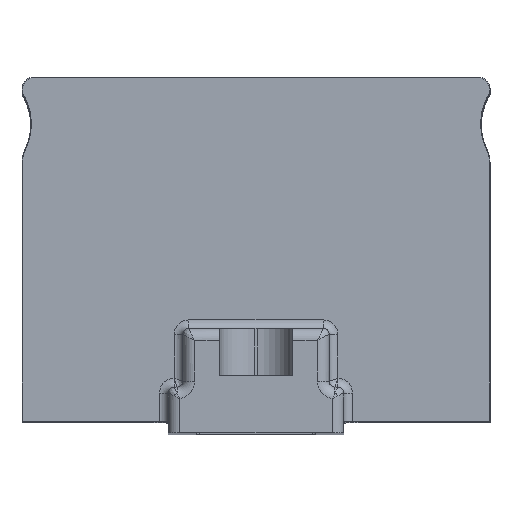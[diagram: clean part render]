
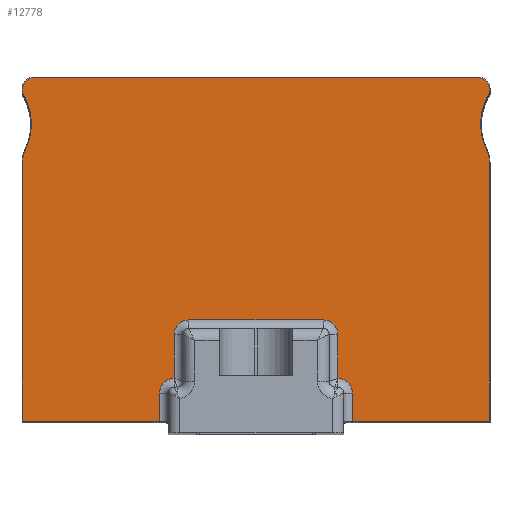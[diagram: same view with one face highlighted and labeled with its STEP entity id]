
A CAD part, top view. The second image highlights one B-rep face of the part: STEP entity #12778.
In plain terms, the highlighted planar face has unit normal (0, 0, 1).
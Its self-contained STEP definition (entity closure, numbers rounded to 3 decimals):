
#582=DIRECTION('',(0.,-1.,0.));
#583=VECTOR('',#582,44.262);
#584=CARTESIAN_POINT('',(-39.9,46.262,182.));
#585=LINE('',#584,#583);
#586=CARTESIAN_POINT('',(-35.,46.262,182.));
#587=DIRECTION('',(0.,0.,1.));
#588=DIRECTION('',(-0.9,0.436,0.));
#589=AXIS2_PLACEMENT_3D('',#586,#587,#588);
#591=CARTESIAN_POINT('',(-48.5,52.8,182.));
#592=DIRECTION('',(0.,0.,-1.));
#593=DIRECTION('',(0.857,0.515,0.));
#594=AXIS2_PLACEMENT_3D('',#591,#592,#593);
#596=CARTESIAN_POINT('',(-39.5,58.208,182.));
#597=DIRECTION('',(0.,0.,1.));
#598=DIRECTION('',(-1.,0.,0.));
#599=AXIS2_PLACEMENT_3D('',#596,#597,#598);
#601=DIRECTION('',(0.,-1.,0.));
#602=VECTOR('',#601,0.592);
#603=CARTESIAN_POINT('',(-39.9,58.8,182.));
#604=LINE('',#603,#602);
#605=CARTESIAN_POINT('',(-38.,58.8,182.));
#606=DIRECTION('',(0.,0.,1.));
#607=DIRECTION('',(0.,1.,0.));
#608=AXIS2_PLACEMENT_3D('',#605,#606,#607);
#610=DIRECTION('',(-1.,0.,0.));
#611=VECTOR('',#610,76.);
#612=CARTESIAN_POINT('',(38.,60.7,182.));
#613=LINE('',#612,#611);
#614=CARTESIAN_POINT('',(38.,58.8,182.));
#615=DIRECTION('',(0.,0.,1.));
#616=DIRECTION('',(1.,0.,0.));
#617=AXIS2_PLACEMENT_3D('',#614,#615,#616);
#619=DIRECTION('',(0.,1.,0.));
#620=VECTOR('',#619,0.592);
#621=CARTESIAN_POINT('',(39.9,58.208,182.));
#622=LINE('',#621,#620);
#623=CARTESIAN_POINT('',(39.5,58.208,182.));
#624=DIRECTION('',(0.,0.,1.));
#625=DIRECTION('',(0.857,-0.515,0.));
#626=AXIS2_PLACEMENT_3D('',#623,#624,#625);
#628=CARTESIAN_POINT('',(48.5,52.8,182.));
#629=DIRECTION('',(0.,0.,-1.));
#630=DIRECTION('',(-0.9,-0.436,0.));
#631=AXIS2_PLACEMENT_3D('',#628,#629,#630);
#633=CARTESIAN_POINT('',(35.,46.262,182.));
#634=DIRECTION('',(0.,0.,1.));
#635=DIRECTION('',(1.,0.,0.));
#636=AXIS2_PLACEMENT_3D('',#633,#634,#635);
#638=DIRECTION('',(0.,1.,0.));
#639=VECTOR('',#638,44.262);
#640=CARTESIAN_POINT('',(39.9,2.,182.));
#641=LINE('',#640,#639);
#642=DIRECTION('',(-1.,0.,0.));
#643=VECTOR('',#642,23.4);
#644=CARTESIAN_POINT('',(39.9,2.,182.));
#645=LINE('',#644,#643);
#646=DIRECTION('',(0.,1.,0.));
#647=VECTOR('',#646,4.8);
#648=CARTESIAN_POINT('',(16.5,2.,182.));
#649=LINE('',#648,#647);
#650=CARTESIAN_POINT('',(14.,6.8,182.));
#651=DIRECTION('',(0.,0.,1.));
#652=DIRECTION('',(1.,0.,0.));
#653=AXIS2_PLACEMENT_3D('',#650,#651,#652);
#655=CARTESIAN_POINT('',(14.,9.3,182.));
#656=CARTESIAN_POINT('',(14.,10.133,182.));
#657=CARTESIAN_POINT('',(14.,11.8,182.));
#658=CARTESIAN_POINT('',(14.,14.3,182.));
#659=CARTESIAN_POINT('',(14.,15.967,182.));
#660=CARTESIAN_POINT('',(14.,16.8,182.));
#662=CARTESIAN_POINT('',(11.5,16.8,182.));
#663=DIRECTION('',(0.,0.,1.));
#664=DIRECTION('',(1.,0.,0.));
#665=AXIS2_PLACEMENT_3D('',#662,#663,#664);
#667=DIRECTION('',(-1.,0.,0.));
#668=VECTOR('',#667,23.);
#669=CARTESIAN_POINT('',(11.5,19.3,182.));
#670=LINE('',#669,#668);
#671=CARTESIAN_POINT('',(-11.5,16.8,182.));
#672=DIRECTION('',(0.,0.,1.));
#673=DIRECTION('',(0.,1.,0.));
#674=AXIS2_PLACEMENT_3D('',#671,#672,#673);
#676=CARTESIAN_POINT('',(-14.,16.8,182.));
#677=CARTESIAN_POINT('',(-14.,15.967,182.));
#678=CARTESIAN_POINT('',(-14.,14.3,182.));
#679=CARTESIAN_POINT('',(-14.,11.8,182.));
#680=CARTESIAN_POINT('',(-14.,10.133,182.));
#681=CARTESIAN_POINT('',(-14.,9.3,182.));
#683=CARTESIAN_POINT('',(-14.,6.8,182.));
#684=DIRECTION('',(0.,0.,1.));
#685=DIRECTION('',(0.,1.,0.));
#686=AXIS2_PLACEMENT_3D('',#683,#684,#685);
#688=DIRECTION('',(0.,-1.,0.));
#689=VECTOR('',#688,4.8);
#690=CARTESIAN_POINT('',(-16.5,6.8,182.));
#691=LINE('',#690,#689);
#692=DIRECTION('',(-1.,0.,0.));
#693=VECTOR('',#692,23.4);
#694=CARTESIAN_POINT('',(-16.5,2.,182.));
#695=LINE('',#694,#693);
#10568=CARTESIAN_POINT('',(16.5,2.,182.));
#10569=CARTESIAN_POINT('',(16.5,6.8,182.));
#10570=VERTEX_POINT('',#10568);
#10571=VERTEX_POINT('',#10569);
#10572=CARTESIAN_POINT('',(14.,9.3,182.));
#10573=VERTEX_POINT('',#10572);
#10577=VERTEX_POINT('',#676);
#10578=VERTEX_POINT('',#681);
#10581=CARTESIAN_POINT('',(-11.5,19.3,182.));
#10582=VERTEX_POINT('',#10581);
#10585=CARTESIAN_POINT('',(11.5,19.3,182.));
#10586=VERTEX_POINT('',#10585);
#10589=CARTESIAN_POINT('',(14.,16.8,182.));
#10590=VERTEX_POINT('',#10589);
#10595=CARTESIAN_POINT('',(-16.5,6.8,182.));
#10596=CARTESIAN_POINT('',(-16.5,2.,182.));
#10597=VERTEX_POINT('',#10595);
#10598=VERTEX_POINT('',#10596);
#11270=CARTESIAN_POINT('',(-39.9,2.,182.));
#11272=VERTEX_POINT('',#11270);
#11276=CARTESIAN_POINT('',(-39.9,46.262,182.));
#11277=VERTEX_POINT('',#11276);
#11278=CARTESIAN_POINT('',(-39.41,48.398,182.));
#11279=VERTEX_POINT('',#11278);
#11282=CARTESIAN_POINT('',(-39.843,58.002,182.));
#11283=VERTEX_POINT('',#11282);
#11288=CARTESIAN_POINT('',(-39.9,58.8,182.));
#11289=CARTESIAN_POINT('',(-39.9,58.208,182.));
#11290=VERTEX_POINT('',#11288);
#11291=VERTEX_POINT('',#11289);
#11294=CARTESIAN_POINT('',(-38.,60.7,182.));
#11295=VERTEX_POINT('',#11294);
#11298=CARTESIAN_POINT('',(38.,60.7,182.));
#11299=VERTEX_POINT('',#11298);
#11302=CARTESIAN_POINT('',(39.9,58.8,182.));
#11303=VERTEX_POINT('',#11302);
#11306=CARTESIAN_POINT('',(39.9,58.208,182.));
#11307=VERTEX_POINT('',#11306);
#11312=CARTESIAN_POINT('',(39.41,48.398,182.));
#11313=CARTESIAN_POINT('',(39.843,58.002,182.));
#11314=VERTEX_POINT('',#11312);
#11315=VERTEX_POINT('',#11313);
#11318=CARTESIAN_POINT('',(39.9,46.262,182.));
#11319=VERTEX_POINT('',#11318);
#11323=CARTESIAN_POINT('',(39.9,2.,182.));
#11325=VERTEX_POINT('',#11323);
#12724=CARTESIAN_POINT('',(0.,0.,182.));
#12725=DIRECTION('',(0.,0.,1.));
#12726=DIRECTION('',(1.,0.,0.));
#12727=AXIS2_PLACEMENT_3D('',#12724,#12725,#12726);
#12728=PLANE('',#12727);
#12730=ORIENTED_EDGE('',*,*,#12729,.F.);
#12732=ORIENTED_EDGE('',*,*,#12731,.F.);
#12734=ORIENTED_EDGE('',*,*,#12733,.F.);
#12736=ORIENTED_EDGE('',*,*,#12735,.F.);
#12738=ORIENTED_EDGE('',*,*,#12737,.F.);
#12740=ORIENTED_EDGE('',*,*,#12739,.F.);
#12742=ORIENTED_EDGE('',*,*,#12741,.F.);
#12744=ORIENTED_EDGE('',*,*,#12743,.F.);
#12746=ORIENTED_EDGE('',*,*,#12745,.F.);
#12748=ORIENTED_EDGE('',*,*,#12747,.F.);
#12750=ORIENTED_EDGE('',*,*,#12749,.F.);
#12752=ORIENTED_EDGE('',*,*,#12751,.F.);
#12754=ORIENTED_EDGE('',*,*,#12753,.F.);
#12756=ORIENTED_EDGE('',*,*,#12755,.T.);
#12758=ORIENTED_EDGE('',*,*,#12757,.T.);
#12760=ORIENTED_EDGE('',*,*,#12759,.T.);
#12762=ORIENTED_EDGE('',*,*,#12761,.T.);
#12764=ORIENTED_EDGE('',*,*,#12763,.T.);
#12766=ORIENTED_EDGE('',*,*,#12765,.T.);
#12768=ORIENTED_EDGE('',*,*,#12767,.T.);
#12770=ORIENTED_EDGE('',*,*,#12769,.T.);
#12771=ORIENTED_EDGE('',*,*,#12714,.T.);
#12773=ORIENTED_EDGE('',*,*,#12772,.T.);
#12775=ORIENTED_EDGE('',*,*,#12774,.T.);
#12776=EDGE_LOOP('',(#12730,#12732,#12734,#12736,#12738,#12740,#12742,#12744,
#12746,#12748,#12750,#12752,#12754,#12756,#12758,#12760,#12762,#12764,#12766,
#12768,#12770,#12771,#12773,#12775));
#12777=FACE_OUTER_BOUND('',#12776,.F.);
#12778=ADVANCED_FACE('',(#12777),#12728,.T.);
#590=CIRCLE('',#589,4.9);
#595=CIRCLE('',#594,10.1);
#600=CIRCLE('',#599,0.4);
#609=CIRCLE('',#608,1.9);
#618=CIRCLE('',#617,1.9);
#627=CIRCLE('',#626,0.4);
#632=CIRCLE('',#631,10.1);
#637=CIRCLE('',#636,4.9);
#654=CIRCLE('',#653,2.5);
#661=B_SPLINE_CURVE_WITH_KNOTS('',3,(#655,#656,#657,#658,#659,#660),
.UNSPECIFIED.,.F.,.F.,(4,1,1,4),(0.,0.333,0.667,1.),
.UNSPECIFIED.);
#666=CIRCLE('',#665,2.5);
#675=CIRCLE('',#674,2.5);
#682=B_SPLINE_CURVE_WITH_KNOTS('',3,(#676,#677,#678,#679,#680,#681),
.UNSPECIFIED.,.F.,.F.,(4,1,1,4),(0.,0.333,0.667,1.),
.UNSPECIFIED.);
#687=CIRCLE('',#686,2.5);
#12714=EDGE_CURVE('',#10578,#10597,#687,.T.);
#12729=EDGE_CURVE('',#11277,#11272,#585,.T.);
#12731=EDGE_CURVE('',#11279,#11277,#590,.T.);
#12733=EDGE_CURVE('',#11283,#11279,#595,.T.);
#12735=EDGE_CURVE('',#11291,#11283,#600,.T.);
#12737=EDGE_CURVE('',#11290,#11291,#604,.T.);
#12739=EDGE_CURVE('',#11295,#11290,#609,.T.);
#12741=EDGE_CURVE('',#11299,#11295,#613,.T.);
#12743=EDGE_CURVE('',#11303,#11299,#618,.T.);
#12745=EDGE_CURVE('',#11307,#11303,#622,.T.);
#12747=EDGE_CURVE('',#11315,#11307,#627,.T.);
#12749=EDGE_CURVE('',#11314,#11315,#632,.T.);
#12751=EDGE_CURVE('',#11319,#11314,#637,.T.);
#12753=EDGE_CURVE('',#11325,#11319,#641,.T.);
#12755=EDGE_CURVE('',#11325,#10570,#645,.T.);
#12757=EDGE_CURVE('',#10570,#10571,#649,.T.);
#12759=EDGE_CURVE('',#10571,#10573,#654,.T.);
#12761=EDGE_CURVE('',#10573,#10590,#661,.T.);
#12763=EDGE_CURVE('',#10590,#10586,#666,.T.);
#12765=EDGE_CURVE('',#10586,#10582,#670,.T.);
#12767=EDGE_CURVE('',#10582,#10577,#675,.T.);
#12769=EDGE_CURVE('',#10577,#10578,#682,.T.);
#12772=EDGE_CURVE('',#10597,#10598,#691,.T.);
#12774=EDGE_CURVE('',#10598,#11272,#695,.T.);
